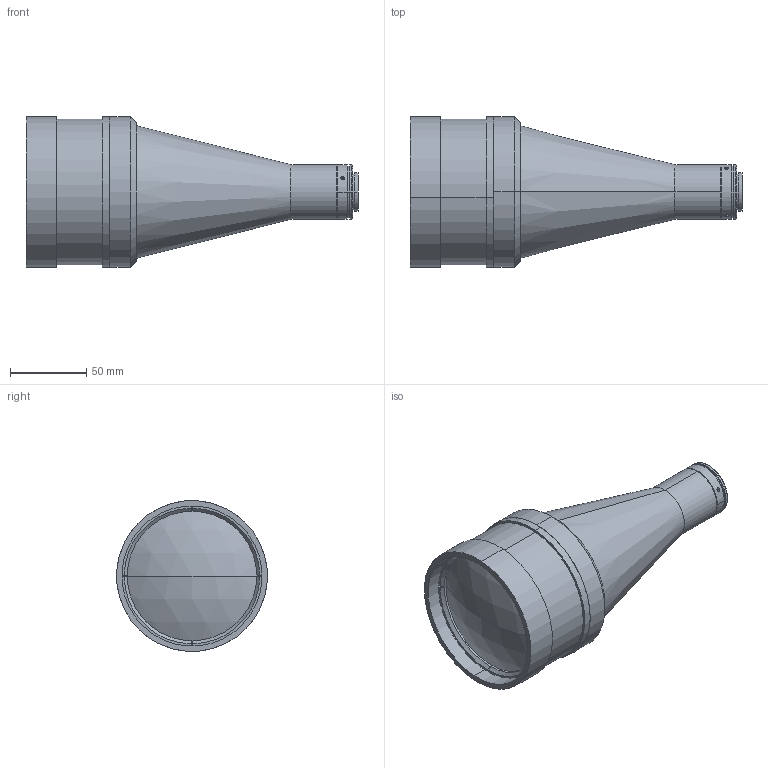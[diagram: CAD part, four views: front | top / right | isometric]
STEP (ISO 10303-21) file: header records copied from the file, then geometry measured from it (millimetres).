
FILE_DESCRIPTION (( 'STEP AP203' ), '1' );
FILE_NAME ('XF-5MDT016X178.STEP', '2015-07-30T03:22:39', ( 'Lxtx999.CoM' ), ( 'Lxtx999.CoM' ), 'SwSTEP 2.0', 'SolidWorks 2014', '' );
FILE_SCHEMA (( 'CONFIG_CONTROL_DESIGN' ));
Length unit declared in the file: millimetre
Products named in the file (1): XF-5MDT016X178
Bounding box: 217.96 x 99 x 99 mm (x, y, z)
Surface area: 68067.6 mm2 (no closed solid volume)
Topology: 0 solids, 12 shells, 96 faces, 250 edges, 170 vertices
Faces by surface type: cylinder 44, plane 38, cone 10, sphere 4
Entity records: 3266 total; most frequent: CARTESIAN_POINT 769, DIRECTION 560, ORIENTED_EDGE 422, EDGE_CURVE 250, AXIS2_PLACEMENT_3D 233, VERTEX_POINT 170, CIRCLE 136, EDGE_LOOP 117
